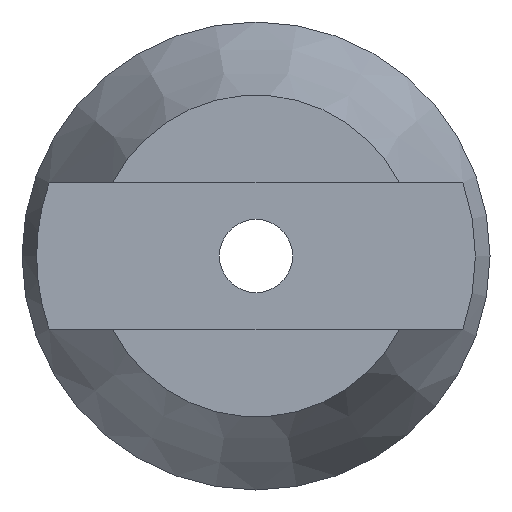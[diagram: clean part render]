
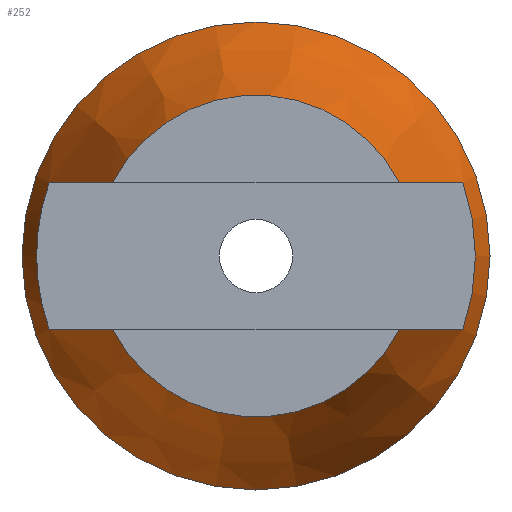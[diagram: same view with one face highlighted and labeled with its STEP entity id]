
A CAD part, front view. The second image highlights one B-rep face of the part: STEP entity #252.
In plain terms, the highlighted conical face has half-angle 21.801 degrees and reference radius 13.5 mm.
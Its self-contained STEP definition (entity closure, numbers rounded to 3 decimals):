
#23=CONICAL_SURFACE('',#302,13.5,0.381);
#27=(
BOUNDED_CURVE()
B_SPLINE_CURVE(2,(#407,#408,#409),.UNSPECIFIED.,.F.,.F.)
B_SPLINE_CURVE_WITH_KNOTS((3,3),(0.,1.09),.UNSPECIFIED.)
CURVE()
GEOMETRIC_REPRESENTATION_ITEM()
RATIONAL_B_SPLINE_CURVE((1.,1.014,1.))
REPRESENTATION_ITEM('')
);
#28=(
BOUNDED_CURVE()
B_SPLINE_CURVE(2,(#411,#412,#413),.UNSPECIFIED.,.F.,.F.)
B_SPLINE_CURVE_WITH_KNOTS((3,3),(0.,1.09),.UNSPECIFIED.)
CURVE()
GEOMETRIC_REPRESENTATION_ITEM()
RATIONAL_B_SPLINE_CURVE((1.,1.014,1.))
REPRESENTATION_ITEM('')
);
#29=(
BOUNDED_CURVE()
B_SPLINE_CURVE(2,(#417,#418,#419),.UNSPECIFIED.,.F.,.F.)
B_SPLINE_CURVE_WITH_KNOTS((3,3),(0.,1.09),.UNSPECIFIED.)
CURVE()
GEOMETRIC_REPRESENTATION_ITEM()
RATIONAL_B_SPLINE_CURVE((1.,1.014,1.))
REPRESENTATION_ITEM('')
);
#30=(
BOUNDED_CURVE()
B_SPLINE_CURVE(2,(#422,#423,#424),.UNSPECIFIED.,.F.,.F.)
B_SPLINE_CURVE_WITH_KNOTS((3,3),(0.,1.09),.UNSPECIFIED.)
CURVE()
GEOMETRIC_REPRESENTATION_ITEM()
RATIONAL_B_SPLINE_CURVE((1.,1.014,1.))
REPRESENTATION_ITEM('')
);
#48=FACE_OUTER_BOUND('',#66,.T.);
#66=EDGE_LOOP('',(#219,#220,#221,#222,#223,#224,#225,#226,#227,#228,#229,
#230));
#76=LINE('',#470,#86);
#86=VECTOR('',#387,13.5);
#87=CIRCLE('',#269,15.);
#88=CIRCLE('',#270,15.);
#89=CIRCLE('',#271,15.);
#91=CIRCLE('',#276,11.);
#92=CIRCLE('',#278,11.);
#106=CIRCLE('',#301,16.);
#107=VERTEX_POINT('',#393);
#108=VERTEX_POINT('',#394);
#109=VERTEX_POINT('',#396);
#110=VERTEX_POINT('',#398);
#111=VERTEX_POINT('',#400);
#113=VERTEX_POINT('',#406);
#114=VERTEX_POINT('',#410);
#115=VERTEX_POINT('',#416);
#116=VERTEX_POINT('',#420);
#128=VERTEX_POINT('',#466);
#129=EDGE_CURVE('',#107,#108,#87,.T.);
#131=EDGE_CURVE('',#110,#109,#88,.T.);
#132=EDGE_CURVE('',#111,#110,#89,.T.);
#135=EDGE_CURVE('',#108,#113,#27,.T.);
#136=EDGE_CURVE('',#114,#111,#28,.T.);
#138=EDGE_CURVE('',#115,#107,#29,.T.);
#140=EDGE_CURVE('',#109,#116,#30,.T.);
#141=EDGE_CURVE('',#113,#114,#91,.T.);
#142=EDGE_CURVE('',#116,#115,#92,.T.);
#160=EDGE_CURVE('',#128,#128,#106,.T.);
#162=EDGE_CURVE('',#110,#128,#76,.T.);
#219=ORIENTED_EDGE('',*,*,#140,.T.);
#220=ORIENTED_EDGE('',*,*,#142,.T.);
#221=ORIENTED_EDGE('',*,*,#138,.T.);
#222=ORIENTED_EDGE('',*,*,#129,.T.);
#223=ORIENTED_EDGE('',*,*,#135,.T.);
#224=ORIENTED_EDGE('',*,*,#141,.T.);
#225=ORIENTED_EDGE('',*,*,#136,.T.);
#226=ORIENTED_EDGE('',*,*,#132,.T.);
#227=ORIENTED_EDGE('',*,*,#162,.T.);
#228=ORIENTED_EDGE('',*,*,#160,.T.);
#229=ORIENTED_EDGE('',*,*,#162,.F.);
#230=ORIENTED_EDGE('',*,*,#131,.T.);
#252=ADVANCED_FACE('',(#48),#23,.T.);
#269=AXIS2_PLACEMENT_3D('',#395,#310,#311);
#270=AXIS2_PLACEMENT_3D('',#399,#313,#314);
#271=AXIS2_PLACEMENT_3D('',#401,#315,#316);
#276=AXIS2_PLACEMENT_3D('',#426,#328,#329);
#278=AXIS2_PLACEMENT_3D('',#428,#332,#333);
#301=AXIS2_PLACEMENT_3D('',#467,#382,#383);
#302=AXIS2_PLACEMENT_3D('',#469,#385,#386);
#310=DIRECTION('center_axis',(0.,1.,0.));
#311=DIRECTION('ref_axis',(1.,0.,0.));
#313=DIRECTION('center_axis',(0.,1.,0.));
#314=DIRECTION('ref_axis',(1.,0.,0.));
#315=DIRECTION('center_axis',(0.,1.,0.));
#316=DIRECTION('ref_axis',(1.,0.,0.));
#328=DIRECTION('center_axis',(0.,1.,0.));
#329=DIRECTION('ref_axis',(1.,0.,0.));
#332=DIRECTION('center_axis',(0.,1.,0.));
#333=DIRECTION('ref_axis',(1.,0.,0.));
#382=DIRECTION('center_axis',(0.,-1.,0.));
#383=DIRECTION('ref_axis',(1.,0.,0.));
#385=DIRECTION('center_axis',(0.,1.,0.));
#386=DIRECTION('ref_axis',(1.,0.,0.));
#387=DIRECTION('',(-0.371,0.928,0.));
#393=CARTESIAN_POINT('',(14.142,112.,5.));
#394=CARTESIAN_POINT('',(14.142,112.,-5.));
#395=CARTESIAN_POINT('Origin',(0.,112.,0.));
#396=CARTESIAN_POINT('',(-14.142,112.,5.));
#398=CARTESIAN_POINT('',(-15.,112.,0.));
#399=CARTESIAN_POINT('Origin',(0.,112.,0.));
#400=CARTESIAN_POINT('',(-14.142,112.,-5.));
#401=CARTESIAN_POINT('Origin',(0.,112.,0.));
#406=CARTESIAN_POINT('',(9.798,102.,-5.));
#407=CARTESIAN_POINT('Ctrl Pts',(14.142,112.,-5.));
#408=CARTESIAN_POINT('Ctrl Pts',(11.636,106.093,-5.));
#409=CARTESIAN_POINT('Ctrl Pts',(9.798,102.,-5.));
#410=CARTESIAN_POINT('',(-9.798,102.,-5.));
#411=CARTESIAN_POINT('Ctrl Pts',(-9.798,102.,-5.));
#412=CARTESIAN_POINT('Ctrl Pts',(-11.636,106.093,-5.));
#413=CARTESIAN_POINT('Ctrl Pts',(-14.142,112.,-5.));
#416=CARTESIAN_POINT('',(9.798,102.,5.));
#417=CARTESIAN_POINT('Ctrl Pts',(9.798,102.,5.));
#418=CARTESIAN_POINT('Ctrl Pts',(11.636,106.093,5.));
#419=CARTESIAN_POINT('Ctrl Pts',(14.142,112.,5.));
#420=CARTESIAN_POINT('',(-9.798,102.,5.));
#422=CARTESIAN_POINT('Ctrl Pts',(-14.142,112.,5.));
#423=CARTESIAN_POINT('Ctrl Pts',(-11.636,106.093,5.));
#424=CARTESIAN_POINT('Ctrl Pts',(-9.798,102.,5.));
#426=CARTESIAN_POINT('Origin',(0.,102.,0.));
#428=CARTESIAN_POINT('Origin',(0.,102.,0.));
#466=CARTESIAN_POINT('',(-16.,114.5,0.));
#467=CARTESIAN_POINT('Origin',(0.,114.5,0.));
#469=CARTESIAN_POINT('Origin',(0.,108.25,0.));
#470=CARTESIAN_POINT('',(-13.5,108.25,0.));
